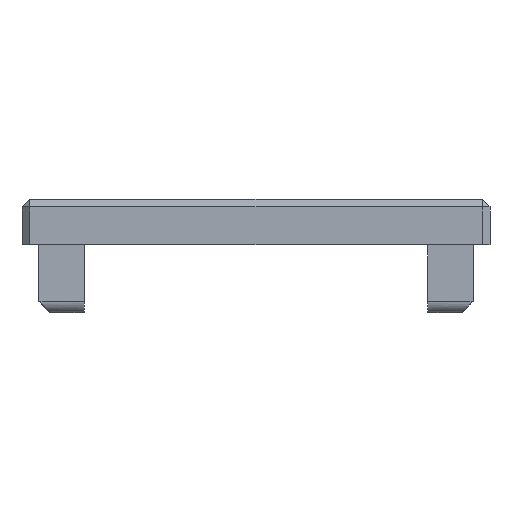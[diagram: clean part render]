
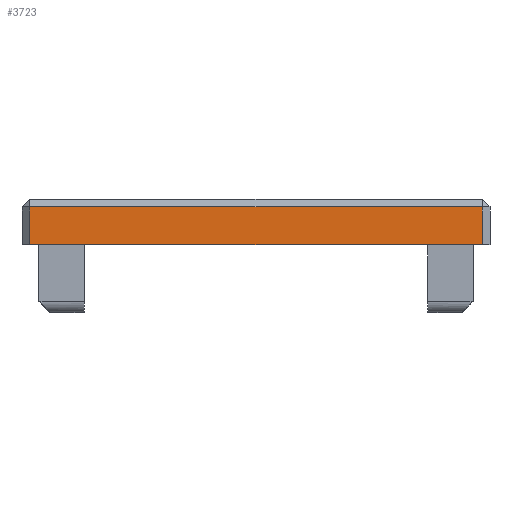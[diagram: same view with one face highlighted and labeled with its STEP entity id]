
A CAD part, front view. The second image highlights one B-rep face of the part: STEP entity #3723.
In plain terms, the highlighted planar face has unit normal (0, -1, 0).
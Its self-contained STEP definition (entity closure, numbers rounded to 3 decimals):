
#193 = EDGE_CURVE ( 'NONE', #2584, #2468, #2363, .T. ) ;
#325 = ORIENTED_EDGE ( 'NONE', *, *, #382, .T. ) ;
#382 = EDGE_CURVE ( 'NONE', #2584, #3231, #1766, .T. ) ;
#392 = ORIENTED_EDGE ( 'NONE', *, *, #193, .F. ) ;
#611 = DIRECTION ( 'NONE',  ( 0., 0., 1. ) ) ;
#706 = VECTOR ( 'NONE', #762, 1000. ) ;
#739 = VECTOR ( 'NONE', #2435, 1000. ) ;
#751 = CARTESIAN_POINT ( 'NONE',  ( 30., -36., 23. ) ) ;
#762 = DIRECTION ( 'NONE',  ( -1., 0., 0. ) ) ;
#918 = DIRECTION ( 'NONE',  ( 0., 0., 1. ) ) ;
#1228 = CARTESIAN_POINT ( 'NONE',  ( 30., -36., 23. ) ) ;
#1312 = EDGE_CURVE ( 'NONE', #2660, #3231, #2472, .T. ) ;
#1337 = AXIS2_PLACEMENT_3D ( 'NONE', #2533, #3707, #611 ) ;
#1533 = VECTOR ( 'NONE', #3780, 1000. ) ;
#1724 = CARTESIAN_POINT ( 'NONE',  ( -30., -36., 28. ) ) ;
#1766 = LINE ( 'NONE', #2921, #1533 ) ;
#2188 = ORIENTED_EDGE ( 'NONE', *, *, #1312, .F. ) ;
#2241 = LINE ( 'NONE', #3416, #706 ) ;
#2266 = ORIENTED_EDGE ( 'NONE', *, *, #2759, .T. ) ;
#2363 = LINE ( 'NONE', #3266, #3570 ) ;
#2435 = DIRECTION ( 'NONE',  ( 0., 0., -1. ) ) ;
#2468 = VERTEX_POINT ( 'NONE', #1724 ) ;
#2472 = LINE ( 'NONE', #1228, #739 ) ;
#2473 = CARTESIAN_POINT ( 'NONE',  ( -30., -36., 23. ) ) ;
#2514 = PLANE ( 'NONE',  #1337 ) ;
#2533 = CARTESIAN_POINT ( 'NONE',  ( -31., -36., 23. ) ) ;
#2584 = VERTEX_POINT ( 'NONE', #2473 ) ;
#2660 = VERTEX_POINT ( 'NONE', #3456 ) ;
#2759 = EDGE_CURVE ( 'NONE', #2660, #2468, #2241, .T. ) ;
#2762 = EDGE_LOOP ( 'NONE', ( #2266, #392, #325, #2188 ) ) ;
#2921 = CARTESIAN_POINT ( 'NONE',  ( -31., -36., 23. ) ) ;
#3231 = VERTEX_POINT ( 'NONE', #751 ) ;
#3266 = CARTESIAN_POINT ( 'NONE',  ( -30., -36., 23. ) ) ;
#3402 = FACE_OUTER_BOUND ( 'NONE', #2762, .T. ) ;
#3416 = CARTESIAN_POINT ( 'NONE',  ( -31., -36., 28. ) ) ;
#3456 = CARTESIAN_POINT ( 'NONE',  ( 30., -36., 28. ) ) ;
#3570 = VECTOR ( 'NONE', #918, 1000. ) ;
#3707 = DIRECTION ( 'NONE',  ( 0., 1., 0. ) ) ;
#3723 = ADVANCED_FACE ( 'NONE', ( #3402 ), #2514, .F. ) ;
#3780 = DIRECTION ( 'NONE',  ( 1., 0., 0. ) ) ;
